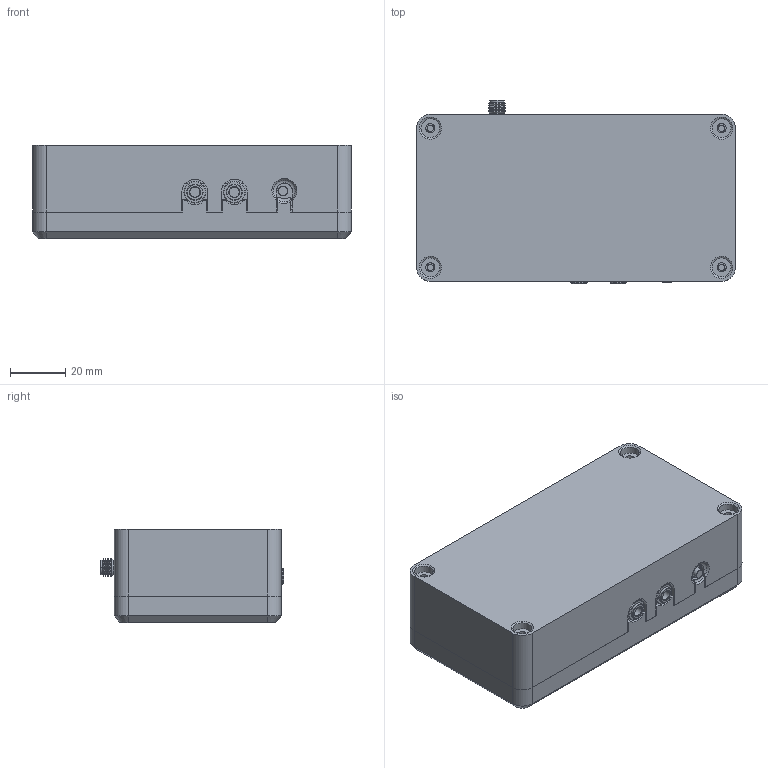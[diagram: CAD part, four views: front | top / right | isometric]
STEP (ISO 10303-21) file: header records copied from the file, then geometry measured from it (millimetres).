
FILE_DESCRIPTION(('CATIA V5 STEP Exchange'),'2;1');
FILE_NAME('Sestava PIXIE krabicka.stp','2024-05-16T17:48:41+00:00',('none'),('none'),'CATIA Version 5 Release 20 GA (IN-10)','CATIA V5 STEP AP203','none');
FILE_SCHEMA(('CONFIG_CONTROL_DESIGN'));
Products named in the file (7): Sestava PIXIE krabicka; SESTAVA Pixie ; Arduino_Nano; Adafruit Si5351A; Board_Geoms_5295; Step_Virtual_Models_5295; TopV_5295
Assembly tree (58 placements, depth 6):
  Sestava PIXIE krabicka
    SESTAVA Pixie 
      #66
      #501
      #8854
      Arduino_Nano
        #15759
        #23367
        #28222
        #40065
        #40540
        #41015
        #41490
        #41965
        #42822
        #43679
        #44536
        #45393
        #45568
        #47640
        #48115
        #48590
        #48765
        #55399
        #55874
        #56349
        #56824
        #57299
        #57774
        #58249
        #58757
        #59265
        #59773
        #61586
        #61891
      Adafruit Si5351A
        Board_Geoms_5295
          #90340
        Step_Virtual_Models_5295
          TopV_5295
            #91648
            #97542  x4
            #98566
            #101824  x2
            #103949  x4
            #104999
      #110874
      #120099
      #120948
      #122335
    #123690
    #126928
Bounding box: 115 x 66 x 33.56 mm (x, y, z)
Volume: 69233.7 mm3; surface area: 77730.7 mm2
Topology: 151 solids, 152 shells, 4187 faces, 11038 edges, 7134 vertices
Faces by surface type: plane 2625, cylinder 1152, cone 163, bspline 149, sphere 56, torus 34, revolution 8
Entity records: 130655 total; most frequent: CARTESIAN_POINT 35764, ORIENTED_EDGE 20748, DIRECTION 16553, EDGE_CURVE 10374, VECTOR 7380, LINE 7380, VERTEX_POINT 6747, AXIS2_PLACEMENT_3D 5359
